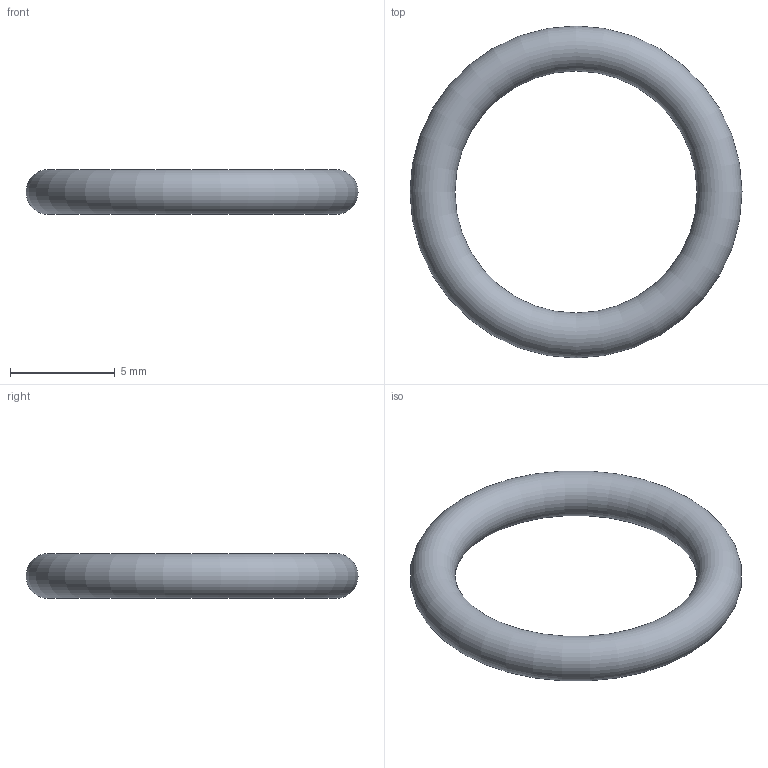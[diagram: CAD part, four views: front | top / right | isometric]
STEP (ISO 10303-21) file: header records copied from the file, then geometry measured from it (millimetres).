
FILE_DESCRIPTION(/* description */ ('STEP AP242','CAx-IF Rec.Pracs.---Representation and Presentation of Product Manufacturing Information (PMI)---4.0---2014-10-13','CAx-IF Rec.Pracs.---3D Tessellated Geometry---0.4---2014-09-14','2;1'),/* implementation_level */ '2;1');
FILE_NAME(/* name */ '680c4782eaed1f50e41bc965',/* time_stamp */ '2025-04-26T02:40:03Z',/* author */ (''),/* organization */ (''),/* preprocessor_version */ 'ST-DEVELOPER v20',/* originating_system */ 'ONSHAPE BY PTC INC, 1.197',/* authorisation */ ' ');
FILE_SCHEMA (('AP242_MANAGED_MODEL_BASED_3D_ENGINEERING_MIM_LF { 1 0 10303 442 1 1 4 }'));
Length unit declared in the file: metre
Products named in the file (1): Part 1
Bounding box: 15.88 x 15.88 x 2.15 mm (x, y, z)
Volume: 122.6 mm3; surface area: 426.6 mm2
Topology: 1 solids, 2 shells, 2 faces, 4 edges, 2 vertices
Faces by surface type: torus 2
Entity records: 52 total; most frequent: DIRECTION 6, CARTESIAN_POINT 5, AXIS2_PLACEMENT_3D 3, VERTEX_POINT 2, VERTEX_LOOP 2, FACE_BOUND 2, TOROIDAL_SURFACE 2, ADVANCED_FACE 2
